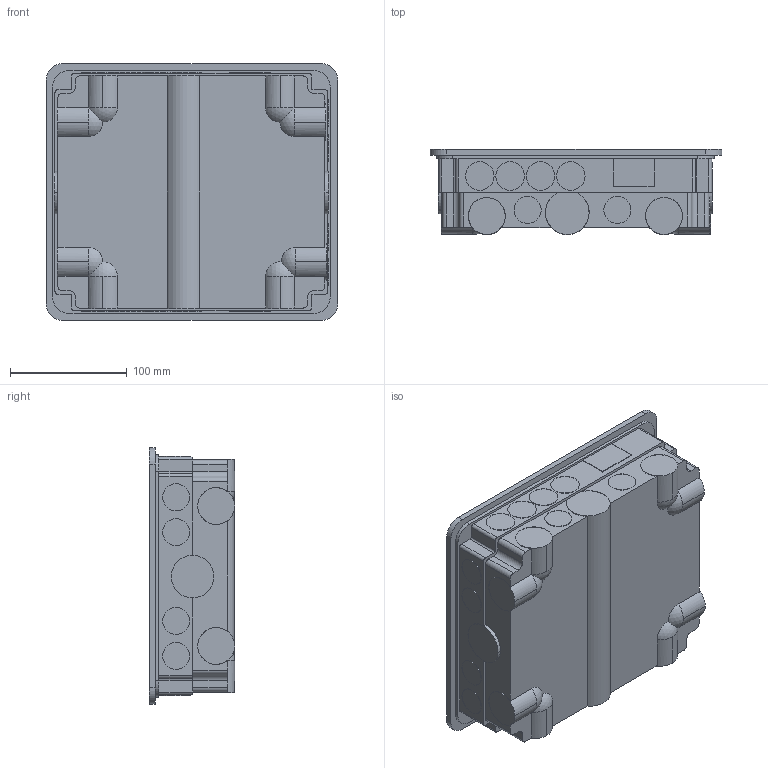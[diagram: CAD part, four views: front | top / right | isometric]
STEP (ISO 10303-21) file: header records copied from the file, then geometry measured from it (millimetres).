
FILE_DESCRIPTION (( 'STEP AP214' ), '1' );
FILE_NAME ('5015065.stp', '2021-08-13T12:48:35', ( '' ), ( '' ), 'SwSTEP 2.0', 'SolidWorks 2020', '' );
FILE_SCHEMA (( 'AUTOMOTIVE_DESIGN' ));
Length unit declared in the file: millimetre
Products named in the file (8): 005160_Standard; 165632; 122511_ohne Nieten; 144092; 164853; 5015065; 1097_92_300_; 049781_Standard
Assembly tree (15 placements, depth 2):
  5015065
    122511_ohne Nieten
    049781_Standard
    144092  x7
    165632
    164853
    005160_Standard  x3
    1097_92_300_
Bounding box: 250 x 73.05 x 220 mm (x, y, z)
Surface area: 349203.6 mm2
Topology: 16 solids, 16 shells, 674 faces, 1740 edges, 1141 vertices
Faces by surface type: plane 429, cylinder 191, cone 41, sphere 8, torus 4, bspline 1
Full cylindrical faces by diameter (mm): 4.2 x7, 4.5 x2, 5 x10, 6 x3, 6.8 x7, 8 x4, 8.2 x5, 8.5 x2
Entity records: 20276 total; most frequent: CARTESIAN_POINT 3177, DIRECTION 2646, ORIENTED_EDGE 2464, EDGE_CURVE 1232, AXIS2_PLACEMENT_3D 942, VERTEX_POINT 828, LINE 762, VECTOR 762
